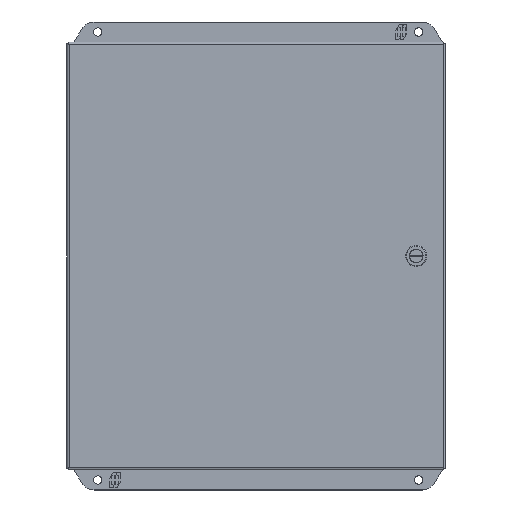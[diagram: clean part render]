
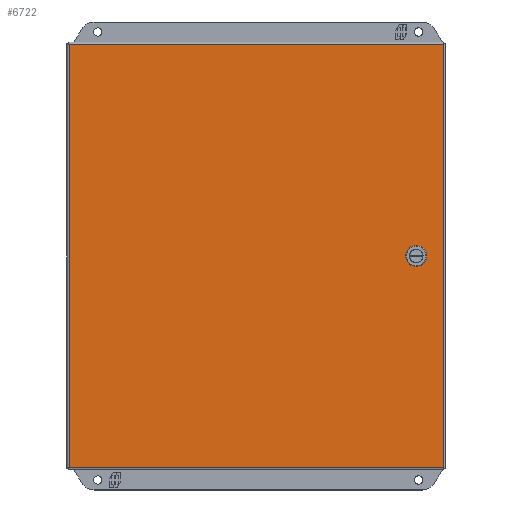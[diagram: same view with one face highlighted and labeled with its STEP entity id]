
A CAD part, front view. The second image highlights one B-rep face of the part: STEP entity #6722.
In plain terms, the highlighted planar face has unit normal (0, -1, 0).
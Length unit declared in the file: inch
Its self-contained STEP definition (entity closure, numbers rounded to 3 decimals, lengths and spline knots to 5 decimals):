
#365 = CARTESIAN_POINT ( 'NONE',  ( -7.07332, -8.61133, 7.914 ) ) ;
#1100 = DIRECTION ( 'NONE',  ( -0.707, 0., -0.707 ) ) ;
#1934 = DIRECTION ( 'NONE',  ( -1., 0., 0. ) ) ;
#2649 = DIRECTION ( 'NONE',  ( 0.707, 0., 0.707 ) ) ;
#2789 = VERTEX_POINT ( 'NONE', #12798 ) ;
#3034 = FACE_OUTER_BOUND ( 'NONE', #16969, .T. ) ;
#3155 = CARTESIAN_POINT ( 'NONE',  ( -7.07332, -8.61133, -7.914 ) ) ;
#3311 = VERTEX_POINT ( 'NONE', #24865 ) ;
#3318 = ORIENTED_EDGE ( 'NONE', *, *, #3383, .F. ) ;
#3383 = EDGE_CURVE ( 'NONE', #8218, #21314, #7103, .T. ) ;
#3693 = CARTESIAN_POINT ( 'NONE',  ( -7.07332, -8.61133, -7.914 ) ) ;
#3705 = ORIENTED_EDGE ( 'NONE', *, *, #11128, .F. ) ;
#3756 = ORIENTED_EDGE ( 'NONE', *, *, #24698, .T. ) ;
#3877 = EDGE_CURVE ( 'NONE', #3311, #5915, #8868, .T. ) ;
#4227 = ORIENTED_EDGE ( 'NONE', *, *, #13541, .F. ) ;
#4886 = VECTOR ( 'NONE', #7968, 39.37008 ) ;
#5013 = EDGE_CURVE ( 'NONE', #21314, #19392, #19384, .T. ) ;
#5747 = CARTESIAN_POINT ( 'NONE',  ( 6.91268, -8.61133, -7.914 ) ) ;
#5915 = VERTEX_POINT ( 'NONE', #24923 ) ;
#6051 = LINE ( 'NONE', #11958, #12931 ) ;
#6474 = VERTEX_POINT ( 'NONE', #17882 ) ;
#6719 = DIRECTION ( 'NONE',  ( 0., 0., -1. ) ) ;
#6722 = ADVANCED_FACE ( 'NONE', ( #24863, #3034 ), #24739, .T. ) ;
#6772 = CARTESIAN_POINT ( 'NONE',  ( 5.57568, -8.61133, 0.07559 ) ) ;
#6792 = DIRECTION ( 'NONE',  ( 0.707, 0., -0.707 ) ) ;
#6846 = LINE ( 'NONE', #18662, #23165 ) ;
#7103 = LINE ( 'NONE', #21038, #10013 ) ;
#7316 = VERTEX_POINT ( 'NONE', #23503 ) ;
#7538 = VECTOR ( 'NONE', #13168, 39.37008 ) ;
#7731 = ORIENTED_EDGE ( 'NONE', *, *, #3877, .F. ) ;
#7840 = VECTOR ( 'NONE', #22403, 39.37008 ) ;
#7929 = VECTOR ( 'NONE', #21228, 39.37008 ) ;
#7944 = EDGE_CURVE ( 'NONE', #19739, #8218, #6846, .T. ) ;
#7968 = DIRECTION ( 'NONE',  ( 1., 0., 0. ) ) ;
#8218 = VERTEX_POINT ( 'NONE', #12350 ) ;
#8357 = VECTOR ( 'NONE', #6792, 39.37008 ) ;
#8868 = LINE ( 'NONE', #6772, #24082 ) ;
#9772 = VECTOR ( 'NONE', #11931, 39.37008 ) ;
#10013 = VECTOR ( 'NONE', #15129, 39.37008 ) ;
#10312 = LINE ( 'NONE', #22677, #7840 ) ;
#10457 = EDGE_CURVE ( 'NONE', #5915, #7316, #6051, .T. ) ;
#10808 = CARTESIAN_POINT ( 'NONE',  ( 6.91268, -8.61133, 7.914 ) ) ;
#11128 = EDGE_CURVE ( 'NONE', #7316, #19354, #20841, .T. ) ;
#11344 = EDGE_CURVE ( 'NONE', #6474, #2789, #15203, .T. ) ;
#11463 = LINE ( 'NONE', #3693, #7538 ) ;
#11737 = EDGE_CURVE ( 'NONE', #11851, #6474, #11463, .T. ) ;
#11851 = VERTEX_POINT ( 'NONE', #20241 ) ;
#11931 = DIRECTION ( 'NONE',  ( 0., 0., 1. ) ) ;
#11958 = CARTESIAN_POINT ( 'NONE',  ( 5.57568, -8.61133, -0.07559 ) ) ;
#12350 = CARTESIAN_POINT ( 'NONE',  ( 6.23768, -8.61133, -0.07559 ) ) ;
#12359 = EDGE_LOOP ( 'NONE', ( #4227, #3705, #17984, #7731, #22744, #22052, #3318, #15119 ) ) ;
#12502 = EDGE_CURVE ( 'NONE', #19392, #3311, #10312, .T. ) ;
#12798 = CARTESIAN_POINT ( 'NONE',  ( 6.91268, -8.61133, -7.914 ) ) ;
#12931 = VECTOR ( 'NONE', #18132, 39.37008 ) ;
#13168 = DIRECTION ( 'NONE',  ( 0., 0., -1. ) ) ;
#13223 = CARTESIAN_POINT ( 'NONE',  ( -7.07332, -8.61133, -7.914 ) ) ;
#13541 = EDGE_CURVE ( 'NONE', #19354, #19739, #13894, .T. ) ;
#13768 = CARTESIAN_POINT ( 'NONE',  ( 6.23768, -8.61133, 0.07559 ) ) ;
#13861 = ORIENTED_EDGE ( 'NONE', *, *, #17467, .T. ) ;
#13894 = LINE ( 'NONE', #17816, #4886 ) ;
#14207 = AXIS2_PLACEMENT_3D ( 'NONE', #3155, #22623, #6719 ) ;
#14302 = LINE ( 'NONE', #365, #19204 ) ;
#14674 = VECTOR ( 'NONE', #15445, 39.37008 ) ;
#14888 = VERTEX_POINT ( 'NONE', #10808 ) ;
#15119 = ORIENTED_EDGE ( 'NONE', *, *, #7944, .F. ) ;
#15128 = ORIENTED_EDGE ( 'NONE', *, *, #11737, .T. ) ;
#15129 = DIRECTION ( 'NONE',  ( 0., 0., 1. ) ) ;
#15203 = LINE ( 'NONE', #13223, #7929 ) ;
#15445 = DIRECTION ( 'NONE',  ( -0.707, 0., 0.707 ) ) ;
#16383 = LINE ( 'NONE', #5747, #9772 ) ;
#16969 = EDGE_LOOP ( 'NONE', ( #13861, #3756, #15128, #22554 ) ) ;
#17173 = CARTESIAN_POINT ( 'NONE',  ( 5.98226, -8.61133, -0.331 ) ) ;
#17467 = EDGE_CURVE ( 'NONE', #2789, #14888, #16383, .T. ) ;
#17816 = CARTESIAN_POINT ( 'NONE',  ( 5.98226, -8.61133, -0.331 ) ) ;
#17842 = CARTESIAN_POINT ( 'NONE',  ( 5.98226, -8.61133, 0.331 ) ) ;
#17882 = CARTESIAN_POINT ( 'NONE',  ( -7.07332, -8.61133, -7.914 ) ) ;
#17984 = ORIENTED_EDGE ( 'NONE', *, *, #10457, .F. ) ;
#18132 = DIRECTION ( 'NONE',  ( 0., 0., -1. ) ) ;
#18662 = CARTESIAN_POINT ( 'NONE',  ( 6.23768, -8.61133, -0.07559 ) ) ;
#19204 = VECTOR ( 'NONE', #1934, 39.37008 ) ;
#19354 = VERTEX_POINT ( 'NONE', #24967 ) ;
#19384 = LINE ( 'NONE', #19502, #14674 ) ;
#19392 = VERTEX_POINT ( 'NONE', #17842 ) ;
#19502 = CARTESIAN_POINT ( 'NONE',  ( 5.98226, -8.61133, 0.331 ) ) ;
#19739 = VERTEX_POINT ( 'NONE', #17173 ) ;
#20241 = CARTESIAN_POINT ( 'NONE',  ( -7.07332, -8.61133, 7.914 ) ) ;
#20595 = CARTESIAN_POINT ( 'NONE',  ( 5.83109, -8.61133, -0.331 ) ) ;
#20841 = LINE ( 'NONE', #20595, #8357 ) ;
#21038 = CARTESIAN_POINT ( 'NONE',  ( 6.23768, -8.61133, 0.07559 ) ) ;
#21228 = DIRECTION ( 'NONE',  ( 1., 0., 0. ) ) ;
#21314 = VERTEX_POINT ( 'NONE', #13768 ) ;
#22052 = ORIENTED_EDGE ( 'NONE', *, *, #5013, .F. ) ;
#22403 = DIRECTION ( 'NONE',  ( -1., 0., 0. ) ) ;
#22554 = ORIENTED_EDGE ( 'NONE', *, *, #11344, .T. ) ;
#22623 = DIRECTION ( 'NONE',  ( 0., -1., 0. ) ) ;
#22677 = CARTESIAN_POINT ( 'NONE',  ( 5.83109, -8.61133, 0.331 ) ) ;
#22744 = ORIENTED_EDGE ( 'NONE', *, *, #12502, .F. ) ;
#23165 = VECTOR ( 'NONE', #2649, 39.37008 ) ;
#23503 = CARTESIAN_POINT ( 'NONE',  ( 5.57568, -8.61133, -0.07559 ) ) ;
#24082 = VECTOR ( 'NONE', #1100, 39.37008 ) ;
#24698 = EDGE_CURVE ( 'NONE', #14888, #11851, #14302, .T. ) ;
#24739 = PLANE ( 'NONE',  #14207 ) ;
#24863 = FACE_BOUND ( 'NONE', #12359, .T. ) ;
#24865 = CARTESIAN_POINT ( 'NONE',  ( 5.83109, -8.61133, 0.331 ) ) ;
#24923 = CARTESIAN_POINT ( 'NONE',  ( 5.57568, -8.61133, 0.07559 ) ) ;
#24967 = CARTESIAN_POINT ( 'NONE',  ( 5.83109, -8.61133, -0.331 ) ) ;
